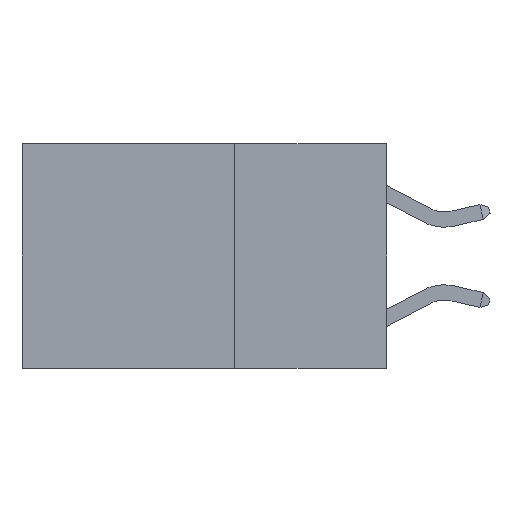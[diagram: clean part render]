
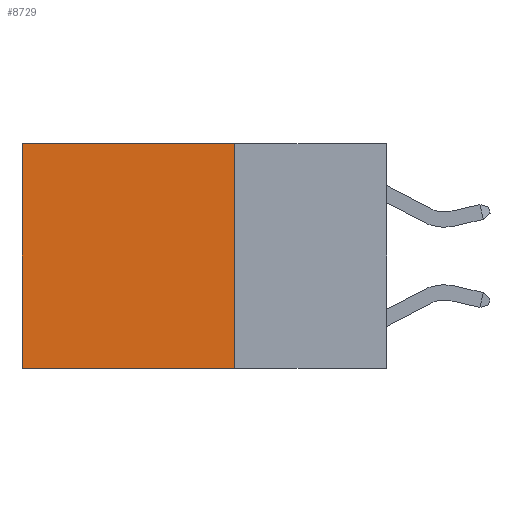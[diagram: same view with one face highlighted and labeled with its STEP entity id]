
A CAD part, left-side view. The second image highlights one B-rep face of the part: STEP entity #8729.
In plain terms, the highlighted planar face has unit normal (-1, 0, 0).
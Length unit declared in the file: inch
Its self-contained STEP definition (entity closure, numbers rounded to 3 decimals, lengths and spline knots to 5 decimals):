
#67 = VECTOR ( 'NONE', #12388, 39.37008 ) ;
#223 = CARTESIAN_POINT ( 'NONE',  ( 0.2625, 0.6, -0.37 ) ) ;
#335 = PLANE ( 'NONE',  #12048 ) ;
#337 = CARTESIAN_POINT ( 'NONE',  ( 0.2625, 0.25, 0. ) ) ;
#3088 = DIRECTION ( 'NONE',  ( 0., 0., -1. ) ) ;
#3345 = ORIENTED_EDGE ( 'NONE', *, *, #5857, .T. ) ;
#3462 = DIRECTION ( 'NONE',  ( 1., 0., 0. ) ) ;
#4953 = EDGE_CURVE ( 'NONE', #7663, #8134, #7174, .T. ) ;
#5857 = EDGE_CURVE ( 'NONE', #8476, #8134, #6193, .T. ) ;
#6180 = FACE_OUTER_BOUND ( 'NONE', #11014, .T. ) ;
#6193 = LINE ( 'NONE', #15469, #18044 ) ;
#6632 = ORIENTED_EDGE ( 'NONE', *, *, #10979, .F. ) ;
#6868 = CARTESIAN_POINT ( 'NONE',  ( 0.2625, 0.25, -0.37 ) ) ;
#7174 = LINE ( 'NONE', #8692, #10320 ) ;
#7663 = VERTEX_POINT ( 'NONE', #6868 ) ;
#7979 = CARTESIAN_POINT ( 'NONE',  ( 0.2625, 0.25, 0. ) ) ;
#8134 = VERTEX_POINT ( 'NONE', #223 ) ;
#8269 = LINE ( 'NONE', #17086, #67 ) ;
#8476 = VERTEX_POINT ( 'NONE', #16722 ) ;
#8692 = CARTESIAN_POINT ( 'NONE',  ( 0.2625, 0.25, -0.37 ) ) ;
#8729 = ADVANCED_FACE ( 'NONE', ( #6180 ), #335, .F. ) ;
#9489 = VECTOR ( 'NONE', #15810, 39.37008 ) ;
#9586 = CARTESIAN_POINT ( 'NONE',  ( 0.2625, 0.25, 0. ) ) ;
#9966 = EDGE_CURVE ( 'NONE', #19213, #8476, #9980, .T. ) ;
#9980 = LINE ( 'NONE', #7979, #9489 ) ;
#10263 = DIRECTION ( 'NONE',  ( 0., 1., 0. ) ) ;
#10320 = VECTOR ( 'NONE', #10263, 39.37008 ) ;
#10979 = EDGE_CURVE ( 'NONE', #19213, #7663, #8269, .T. ) ;
#11014 = EDGE_LOOP ( 'NONE', ( #3345, #14669, #6632, #16628 ) ) ;
#12048 = AXIS2_PLACEMENT_3D ( 'NONE', #9586, #3462, #14267 ) ;
#12388 = DIRECTION ( 'NONE',  ( 0., 0., -1. ) ) ;
#14267 = DIRECTION ( 'NONE',  ( 0., 0., -1. ) ) ;
#14669 = ORIENTED_EDGE ( 'NONE', *, *, #4953, .F. ) ;
#15469 = CARTESIAN_POINT ( 'NONE',  ( 0.2625, 0.6, 0. ) ) ;
#15810 = DIRECTION ( 'NONE',  ( 0., 1., 0. ) ) ;
#16628 = ORIENTED_EDGE ( 'NONE', *, *, #9966, .T. ) ;
#16722 = CARTESIAN_POINT ( 'NONE',  ( 0.2625, 0.6, 0. ) ) ;
#17086 = CARTESIAN_POINT ( 'NONE',  ( 0.2625, 0.25, 0. ) ) ;
#18044 = VECTOR ( 'NONE', #3088, 39.37008 ) ;
#19213 = VERTEX_POINT ( 'NONE', #337 ) ;
